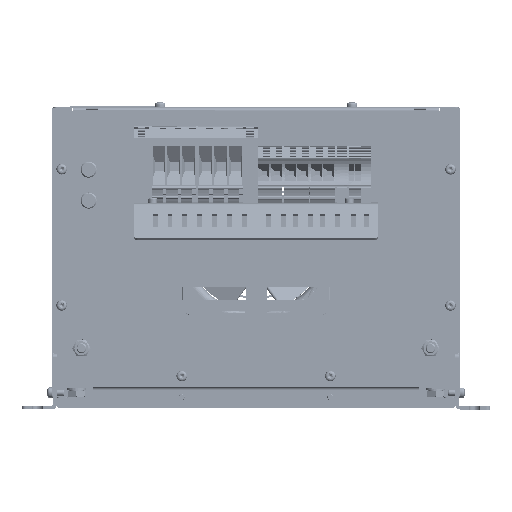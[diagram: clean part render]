
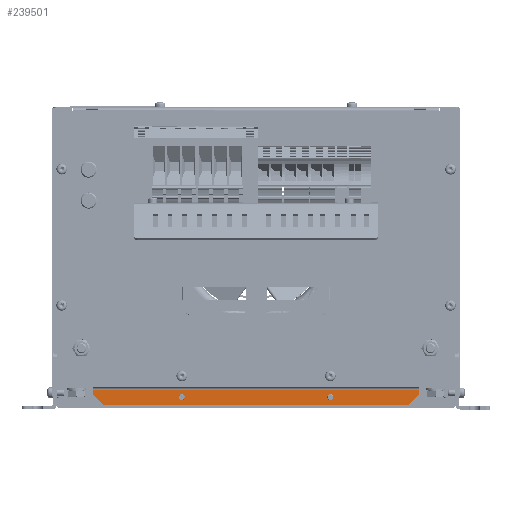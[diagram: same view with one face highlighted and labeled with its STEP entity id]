
A CAD part, left-side view. The second image highlights one B-rep face of the part: STEP entity #239501.
In plain terms, the highlighted planar face has unit normal (-1, 0, 0).
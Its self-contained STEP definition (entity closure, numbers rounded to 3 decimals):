
#6530=PLANE('',#255247);
#10779=FACE_BOUND('',#32164,.T.);
#10780=FACE_BOUND('',#32165,.T.);
#18935=FACE_OUTER_BOUND('',#32163,.T.);
#32163=EDGE_LOOP('',(#193191,#193192,#193193,#193194,#193195,#193196));
#32164=EDGE_LOOP('',(#193197));
#32165=EDGE_LOOP('',(#193198));
#53599=LINE('',#411643,#76890);
#53601=LINE('',#411647,#76892);
#53603=LINE('',#411651,#76894);
#53604=LINE('',#411653,#76895);
#53605=LINE('',#411655,#76896);
#53606=LINE('',#411656,#76897);
#76890=VECTOR('',#298502,10.);
#76892=VECTOR('',#298506,2.32);
#76894=VECTOR('',#298510,10.);
#76895=VECTOR('',#298511,10.);
#76896=VECTOR('',#298512,2.32);
#76897=VECTOR('',#298513,10.);
#87234=CIRCLE('',#244995,2.5);
#87951=CIRCLE('',#246068,2.5);
#95245=VERTEX_POINT('',#327045);
#95950=VERTEX_POINT('',#329173);
#108024=VERTEX_POINT('',#411640);
#108025=VERTEX_POINT('',#411642);
#108026=VERTEX_POINT('',#411646);
#108027=VERTEX_POINT('',#411650);
#108028=VERTEX_POINT('',#411652);
#108029=VERTEX_POINT('',#411654);
#117987=EDGE_CURVE('',#95245,#95245,#87234,.T.);
#119034=EDGE_CURVE('',#95950,#95950,#87951,.T.);
#137827=EDGE_CURVE('',#108024,#108025,#53599,.T.);
#137829=EDGE_CURVE('',#108025,#108026,#53601,.T.);
#137831=EDGE_CURVE('',#108024,#108027,#53603,.T.);
#137832=EDGE_CURVE('',#108028,#108027,#53604,.T.);
#137833=EDGE_CURVE('',#108028,#108029,#53605,.T.);
#137834=EDGE_CURVE('',#108029,#108026,#53606,.T.);
#193191=ORIENTED_EDGE('',*,*,#137827,.F.);
#193192=ORIENTED_EDGE('',*,*,#137831,.T.);
#193193=ORIENTED_EDGE('',*,*,#137832,.F.);
#193194=ORIENTED_EDGE('',*,*,#137833,.T.);
#193195=ORIENTED_EDGE('',*,*,#137834,.T.);
#193196=ORIENTED_EDGE('',*,*,#137829,.F.);
#193197=ORIENTED_EDGE('',*,*,#117987,.T.);
#193198=ORIENTED_EDGE('',*,*,#119034,.T.);
#239501=ADVANCED_FACE('',(#18935,#10779,#10780),#6530,.F.);
#244995=AXIS2_PLACEMENT_3D('',#327047,#265348,#265349);
#246068=AXIS2_PLACEMENT_3D('',#329175,#267820,#267821);
#255247=AXIS2_PLACEMENT_3D('',#411649,#298508,#298509);
#265348=DIRECTION('center_axis',(1.,0.,0.));
#265349=DIRECTION('ref_axis',(0.,-0.972,
-0.234));
#267820=DIRECTION('center_axis',(1.,0.,0.));
#267821=DIRECTION('ref_axis',(0.,-0.972,
-0.234));
#298502=DIRECTION('',(0.,0.707,0.707));
#298506=DIRECTION('',(0.,0.,1.));
#298508=DIRECTION('center_axis',(1.,0.,0.));
#298509=DIRECTION('ref_axis',(0.,0.,
-1.));
#298510=DIRECTION('',(0.,-1.,0.));
#298511=DIRECTION('',(0.,0.707,-0.707));
#298512=DIRECTION('',(0.,0.,1.));
#298513=DIRECTION('',(0.,1.,0.));
#327045=CARTESIAN_POINT('',(163.823,328.509,-101.333));
#327047=CARTESIAN_POINT('Origin',(163.823,326.079,-101.918));
#329173=CARTESIAN_POINT('',(163.823,208.509,-101.359));
#329175=CARTESIAN_POINT('Origin',(163.823,206.079,-101.944));
#411640=CARTESIAN_POINT('',(163.823,389.08,-108.404));
#411642=CARTESIAN_POINT('',(163.823,398.078,-99.402));
#411643=CARTESIAN_POINT('',(163.823,362.604,-134.892));
#411646=CARTESIAN_POINT('',(163.823,398.077,-95.902));
#411647=CARTESIAN_POINT('',(163.823,398.076,-88.613));
#411649=CARTESIAN_POINT('Origin',(163.823,266.078,-100.359));
#411650=CARTESIAN_POINT('',(163.823,143.08,-108.458));
#411651=CARTESIAN_POINT('',(163.823,398.08,-108.402));
#411652=CARTESIAN_POINT('',(163.823,134.078,-99.46));
#411653=CARTESIAN_POINT('',(163.823,169.568,-134.934));
#411654=CARTESIAN_POINT('',(163.823,134.077,-95.96));
#411655=CARTESIAN_POINT('',(163.823,134.076,-88.672));
#411656=CARTESIAN_POINT('',(163.823,266.077,-95.931));
